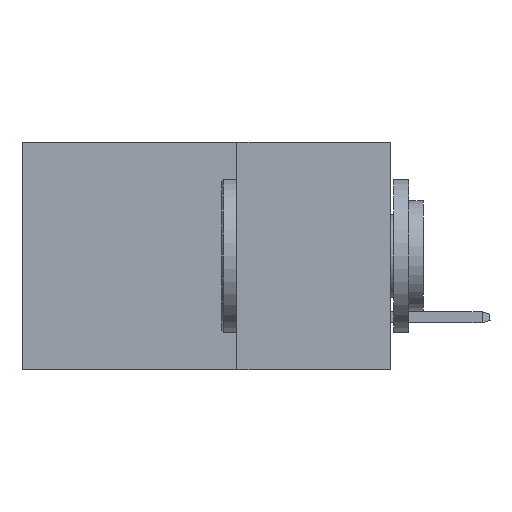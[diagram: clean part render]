
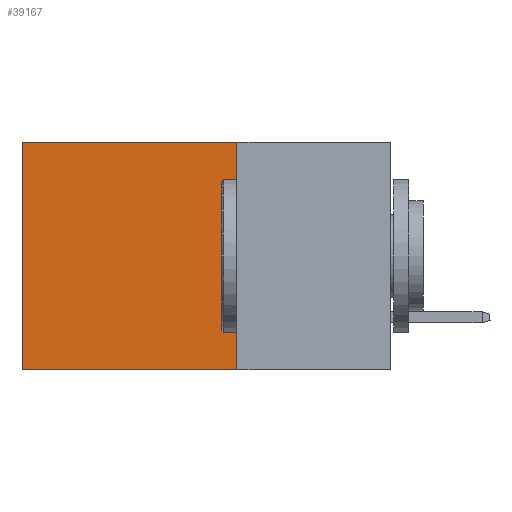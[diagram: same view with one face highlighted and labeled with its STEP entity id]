
A CAD part, left-side view. The second image highlights one B-rep face of the part: STEP entity #39167.
In plain terms, the highlighted planar face has unit normal (-1, 0, 0).
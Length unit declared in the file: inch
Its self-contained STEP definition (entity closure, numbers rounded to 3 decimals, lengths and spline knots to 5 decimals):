
#4340 = ORIENTED_EDGE ( 'NONE', *, *, #36018, .T. ) ;
#5931 = CARTESIAN_POINT ( 'NONE',  ( 0.2875, 0.6, 0. ) ) ;
#6010 = VECTOR ( 'NONE', #22516, 39.37008 ) ;
#7003 = ORIENTED_EDGE ( 'NONE', *, *, #31502, .T. ) ;
#8460 = EDGE_CURVE ( 'NONE', #9231, #11003, #30995, .T. ) ;
#9231 = VERTEX_POINT ( 'NONE', #44089 ) ;
#9634 = VECTOR ( 'NONE', #12167, 39.37008 ) ;
#11003 = VERTEX_POINT ( 'NONE', #40793 ) ;
#11062 = CARTESIAN_POINT ( 'NONE',  ( 0.2875, 0.25, 0. ) ) ;
#11644 = DIRECTION ( 'NONE',  ( 0., 1., 0. ) ) ;
#12167 = DIRECTION ( 'NONE',  ( 0., 0., -1. ) ) ;
#14102 = LINE ( 'NONE', #45449, #22989 ) ;
#18289 = VERTEX_POINT ( 'NONE', #31931 ) ;
#19948 = VECTOR ( 'NONE', #43723, 39.37008 ) ;
#21139 = LINE ( 'NONE', #32720, #19948 ) ;
#22516 = DIRECTION ( 'NONE',  ( 0., 1., 0. ) ) ;
#22989 = VECTOR ( 'NONE', #11644, 39.37008 ) ;
#23071 = DIRECTION ( 'NONE',  ( 0., 0., -1. ) ) ;
#27630 = ORIENTED_EDGE ( 'NONE', *, *, #48692, .F. ) ;
#28848 = CARTESIAN_POINT ( 'NONE',  ( 0.2875, 0.25, 0. ) ) ;
#30995 = LINE ( 'NONE', #28848, #9634 ) ;
#31502 = EDGE_CURVE ( 'NONE', #44634, #18289, #21139, .T. ) ;
#31931 = CARTESIAN_POINT ( 'NONE',  ( 0.2875, 0.6, -0.37 ) ) ;
#32384 = AXIS2_PLACEMENT_3D ( 'NONE', #37955, #34270, #23071 ) ;
#32720 = CARTESIAN_POINT ( 'NONE',  ( 0.2875, 0.6, 0. ) ) ;
#33839 = ORIENTED_EDGE ( 'NONE', *, *, #8460, .F. ) ;
#34270 = DIRECTION ( 'NONE',  ( 1., 0., 0. ) ) ;
#36018 = EDGE_CURVE ( 'NONE', #9231, #44634, #46307, .T. ) ;
#37955 = CARTESIAN_POINT ( 'NONE',  ( 0.2875, 0.25, 0. ) ) ;
#39167 = ADVANCED_FACE ( 'NONE', ( #44855 ), #42113, .F. ) ;
#40793 = CARTESIAN_POINT ( 'NONE',  ( 0.2875, 0.25, -0.37 ) ) ;
#42113 = PLANE ( 'NONE',  #32384 ) ;
#42588 = EDGE_LOOP ( 'NONE', ( #7003, #27630, #33839, #4340 ) ) ;
#43723 = DIRECTION ( 'NONE',  ( 0., 0., -1. ) ) ;
#44089 = CARTESIAN_POINT ( 'NONE',  ( 0.2875, 0.25, 0. ) ) ;
#44634 = VERTEX_POINT ( 'NONE', #5931 ) ;
#44855 = FACE_OUTER_BOUND ( 'NONE', #42588, .T. ) ;
#45449 = CARTESIAN_POINT ( 'NONE',  ( 0.2875, 0.25, -0.37 ) ) ;
#46307 = LINE ( 'NONE', #11062, #6010 ) ;
#48692 = EDGE_CURVE ( 'NONE', #11003, #18289, #14102, .T. ) ;
